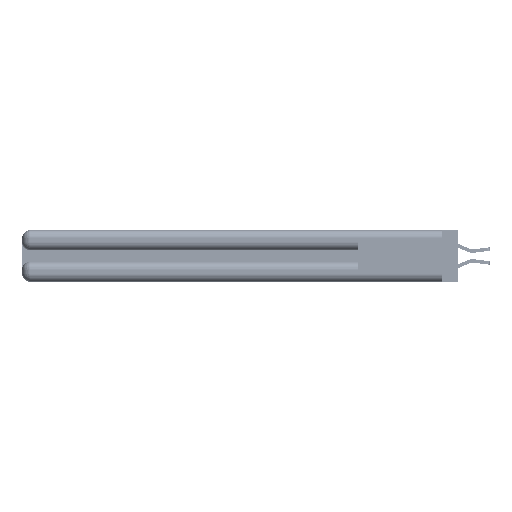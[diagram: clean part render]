
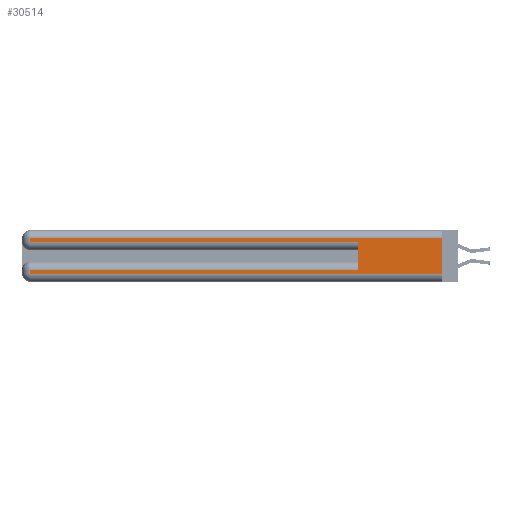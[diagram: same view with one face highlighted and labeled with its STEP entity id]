
A CAD part, left-side view. The second image highlights one B-rep face of the part: STEP entity #30514.
In plain terms, the highlighted planar face has unit normal (-1, 0, 0).
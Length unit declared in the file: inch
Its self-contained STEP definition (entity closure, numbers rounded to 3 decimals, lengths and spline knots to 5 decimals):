
#116 = DIRECTION ( 'NONE',  ( 0., -1., 0. ) ) ;
#793 = CARTESIAN_POINT ( 'NONE',  ( 0., 2.94, 0.06 ) ) ;
#1249 = ORIENTED_EDGE ( 'NONE', *, *, #33783, .T. ) ;
#2456 = VECTOR ( 'NONE', #12403, 39.37008 ) ;
#2682 = ORIENTED_EDGE ( 'NONE', *, *, #19176, .T. ) ;
#3364 = CARTESIAN_POINT ( 'NONE',  ( 0., 0., 0.06 ) ) ;
#4020 = CARTESIAN_POINT ( 'NONE',  ( 0., 0.6, 0.085 ) ) ;
#4555 = DIRECTION ( 'NONE',  ( 0., 0., -1. ) ) ;
#6577 = ORIENTED_EDGE ( 'NONE', *, *, #38910, .T. ) ;
#7308 = DIRECTION ( 'NONE',  ( 1., 0., 0. ) ) ;
#8290 = CARTESIAN_POINT ( 'NONE',  ( 0., 0., 0.285 ) ) ;
#9512 = ORIENTED_EDGE ( 'NONE', *, *, #42833, .T. ) ;
#9851 = DIRECTION ( 'NONE',  ( 0., 0., 1. ) ) ;
#11816 = VECTOR ( 'NONE', #116, 39.37008 ) ;
#12403 = DIRECTION ( 'NONE',  ( 0., 0., -1. ) ) ;
#14827 = VERTEX_POINT ( 'NONE', #24966 ) ;
#18685 = VERTEX_POINT ( 'NONE', #27381 ) ;
#19176 = EDGE_CURVE ( 'NONE', #19644, #46491, #22536, .T. ) ;
#19487 = DIRECTION ( 'NONE',  ( 0., 0., -1. ) ) ;
#19644 = VERTEX_POINT ( 'NONE', #30043 ) ;
#21768 = LINE ( 'NONE', #27686, #32307 ) ;
#21810 = DIRECTION ( 'NONE',  ( 0., -1., 0. ) ) ;
#22442 = CARTESIAN_POINT ( 'NONE',  ( 0., 2.94, 0.37 ) ) ;
#22536 = LINE ( 'NONE', #22442, #43521 ) ;
#22595 = CARTESIAN_POINT ( 'NONE',  ( 0., 0., 0.06 ) ) ;
#23219 = EDGE_CURVE ( 'NONE', #28614, #40446, #31603, .T. ) ;
#24966 = CARTESIAN_POINT ( 'NONE',  ( 0., 2.94, 0.285 ) ) ;
#25154 = CARTESIAN_POINT ( 'NONE',  ( 0., 0., 0.37 ) ) ;
#26721 = ORIENTED_EDGE ( 'NONE', *, *, #23219, .F. ) ;
#27381 = CARTESIAN_POINT ( 'NONE',  ( 0., 2.94, 0.31 ) ) ;
#27571 = LINE ( 'NONE', #53056, #36674 ) ;
#27686 = CARTESIAN_POINT ( 'NONE',  ( 0., 0.6, 0.145 ) ) ;
#28614 = VERTEX_POINT ( 'NONE', #43624 ) ;
#29911 = EDGE_LOOP ( 'NONE', ( #26721, #9512, #57929, #1249, #50607, #6577, #2682, #45894 ) ) ;
#30043 = CARTESIAN_POINT ( 'NONE',  ( 0., 2.94, 0.085 ) ) ;
#30105 = CARTESIAN_POINT ( 'NONE',  ( 0., 0., 0.31 ) ) ;
#30514 = ADVANCED_FACE ( 'NONE', ( #43007 ), #47461, .F. ) ;
#31603 = LINE ( 'NONE', #33052, #43458 ) ;
#32307 = VECTOR ( 'NONE', #9851, 39.37008 ) ;
#33052 = CARTESIAN_POINT ( 'NONE',  ( 0., 0., 0.37 ) ) ;
#33783 = EDGE_CURVE ( 'NONE', #14827, #55557, #47098, .T. ) ;
#35060 = AXIS2_PLACEMENT_3D ( 'NONE', #25154, #7308, #38672 ) ;
#35225 = VECTOR ( 'NONE', #21810, 39.37008 ) ;
#35860 = EDGE_CURVE ( 'NONE', #46491, #40446, #47547, .T. ) ;
#36674 = VECTOR ( 'NONE', #48549, 39.37008 ) ;
#38319 = LINE ( 'NONE', #48039, #2456 ) ;
#38672 = DIRECTION ( 'NONE',  ( 0., 0., -1. ) ) ;
#38910 = EDGE_CURVE ( 'NONE', #46287, #19644, #27571, .T. ) ;
#40446 = VERTEX_POINT ( 'NONE', #3364 ) ;
#42833 = EDGE_CURVE ( 'NONE', #28614, #18685, #55090, .T. ) ;
#43007 = FACE_OUTER_BOUND ( 'NONE', #29911, .T. ) ;
#43458 = VECTOR ( 'NONE', #19487, 39.37008 ) ;
#43521 = VECTOR ( 'NONE', #4555, 39.37008 ) ;
#43624 = CARTESIAN_POINT ( 'NONE',  ( 0., 0., 0.31 ) ) ;
#45894 = ORIENTED_EDGE ( 'NONE', *, *, #35860, .T. ) ;
#46287 = VERTEX_POINT ( 'NONE', #4020 ) ;
#46491 = VERTEX_POINT ( 'NONE', #793 ) ;
#47098 = LINE ( 'NONE', #8290, #35225 ) ;
#47461 = PLANE ( 'NONE',  #35060 ) ;
#47547 = LINE ( 'NONE', #22595, #11816 ) ;
#48039 = CARTESIAN_POINT ( 'NONE',  ( 0., 2.94, 0.37 ) ) ;
#48258 = EDGE_CURVE ( 'NONE', #18685, #14827, #38319, .T. ) ;
#48296 = CARTESIAN_POINT ( 'NONE',  ( 0., 0.6, 0.285 ) ) ;
#48549 = DIRECTION ( 'NONE',  ( 0., 1., 0. ) ) ;
#50607 = ORIENTED_EDGE ( 'NONE', *, *, #56381, .F. ) ;
#53056 = CARTESIAN_POINT ( 'NONE',  ( 0., 0., 0.085 ) ) ;
#53682 = VECTOR ( 'NONE', #56880, 39.37008 ) ;
#55090 = LINE ( 'NONE', #30105, #53682 ) ;
#55557 = VERTEX_POINT ( 'NONE', #48296 ) ;
#56381 = EDGE_CURVE ( 'NONE', #46287, #55557, #21768, .T. ) ;
#56880 = DIRECTION ( 'NONE',  ( 0., 1., 0. ) ) ;
#57929 = ORIENTED_EDGE ( 'NONE', *, *, #48258, .T. ) ;
